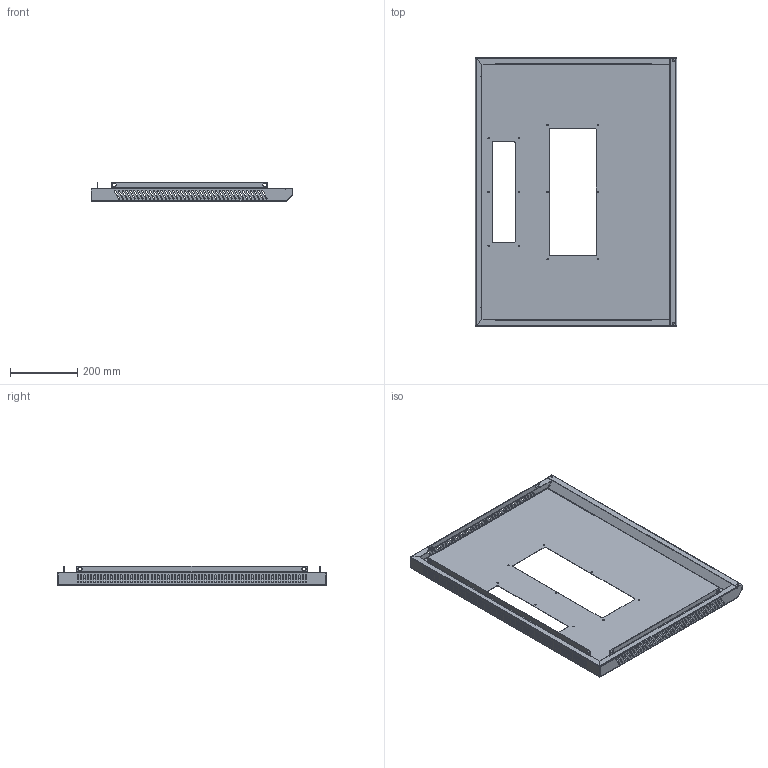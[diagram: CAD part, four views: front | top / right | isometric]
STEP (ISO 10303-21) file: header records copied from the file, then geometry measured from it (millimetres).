
FILE_DESCRIPTION(/* description */ (''),/* implementation_level */ '2;1');
FILE_NAME(/* name */ 'Cover.ipt.step',/* time_stamp */ '2022-11-29T08:33:02+01:00',/* author */ ('diederichbenedict'),/* organization */ (''),/* preprocessor_version */ 'ST-DEVELOPER v18.1',/* originating_system */ 'Autodesk Inventor 2022',/* authorisation */ '');
FILE_SCHEMA (('AUTOMOTIVE_DESIGN { 1 0 10303 214 3 1 1 }'));
Length unit declared in the file: millimetre
Products named in the file (1): Cover
Bounding box: 600 x 800 x 56.8 mm (x, y, z)
Volume: 673723 mm3; surface area: 1139719.5 mm2
Topology: 1 solids, 1 shells, 800 faces, 2298 edges, 1500 vertices
Faces by surface type: plane 408, cylinder 382, bspline 10
Full cylindrical faces by diameter (mm): 4.2 x12, 5.1 x2
Entity records: 28286 total; most frequent: CARTESIAN_POINT 5991, DIRECTION 4604, ORIENTED_EDGE 4596, EDGE_CURVE 2298, AXIS2_PLACEMENT_3D 1535, LINE 1534, VECTOR 1534, VERTEX_POINT 1500
